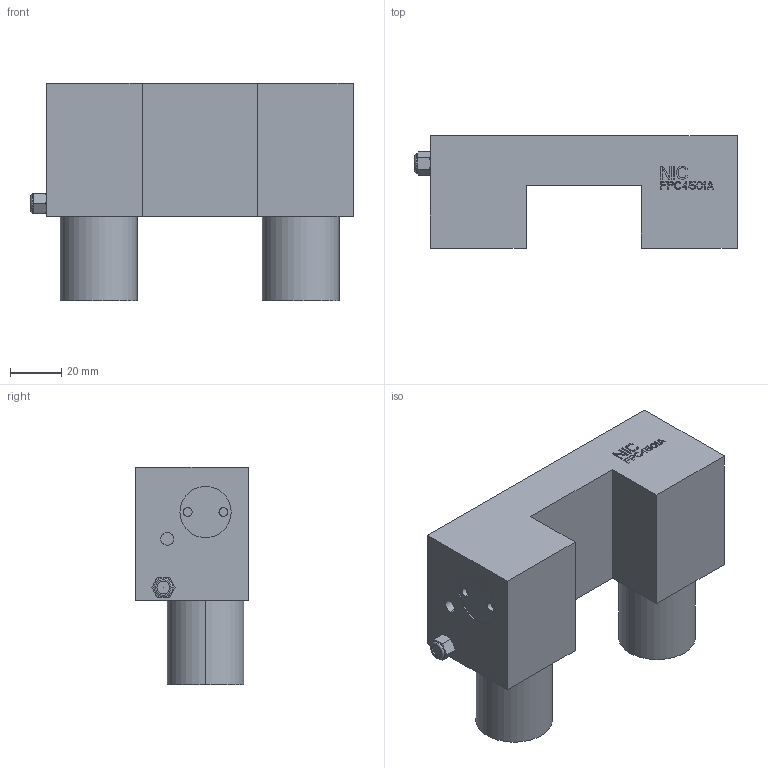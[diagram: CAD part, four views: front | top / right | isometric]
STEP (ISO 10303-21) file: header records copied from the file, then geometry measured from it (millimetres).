
FILE_DESCRIPTION((''),'2;1');
FILE_NAME('FPC4501A','2025-05-18T17:51:12',('lx'),(''),'CREO PARAMETRIC BY PTC INC, 2018100','CREO PARAMETRIC BY PTC INC, 2018100','');
FILE_SCHEMA(('CONFIG_CONTROL_DESIGN'));
Length unit declared in the file: millimetre
Products named in the file (1): FPC4501A
Bounding box: 126 x 44 x 85 mm (x, y, z)
Volume: 239580.9 mm3; surface area: 41981.4 mm2
Topology: 1 solids, 4 shells, 361 faces, 948 edges, 627 vertices
Faces by surface type: plane 299, cylinder 42, cone 16, torus 2, sphere 2
Entity records: 11064 total; most frequent: CARTESIAN_POINT 2048, ORIENTED_EDGE 1892, DIRECTION 1758, EDGE_CURVE 946, VECTOR 808, LINE 808, VERTEX_POINT 627, AXIS2_PLACEMENT_3D 475
